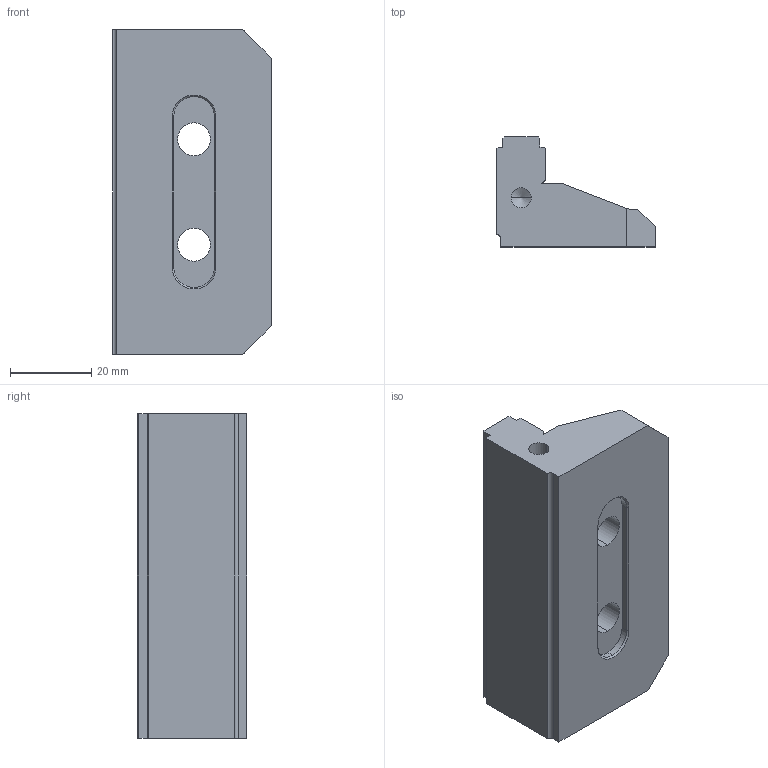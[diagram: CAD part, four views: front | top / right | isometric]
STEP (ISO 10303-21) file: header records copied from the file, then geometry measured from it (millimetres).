
FILE_DESCRIPTION (( 'STEP AP214' ), '1' );
FILE_NAME ('P80Z NEW.STEP', '2022-07-04T19:49:55', ( '' ), ( '' ), 'SwSTEP 2.0', 'SolidWorks 2013', '' );
FILE_SCHEMA (( 'AUTOMOTIVE_DESIGN' ));
Length unit declared in the file: millimetre
Products named in the file (1): P80Z NEW
Bounding box: 39 x 27 x 80 mm (x, y, z)
Volume: 45959.4 mm3; surface area: 12265.5 mm2
Topology: 1 solids, 1 shells, 76 faces, 198 edges, 123 vertices
Faces by surface type: plane 36, cylinder 23, cone 7, torus 6, bspline 4
Entity records: 3061 total; most frequent: CARTESIAN_POINT 560, ORIENTED_EDGE 388, DIRECTION 363, EDGE_CURVE 194, VERTEX_POINT 123, AXIS2_PLACEMENT_3D 122, LINE 119, VECTOR 119
